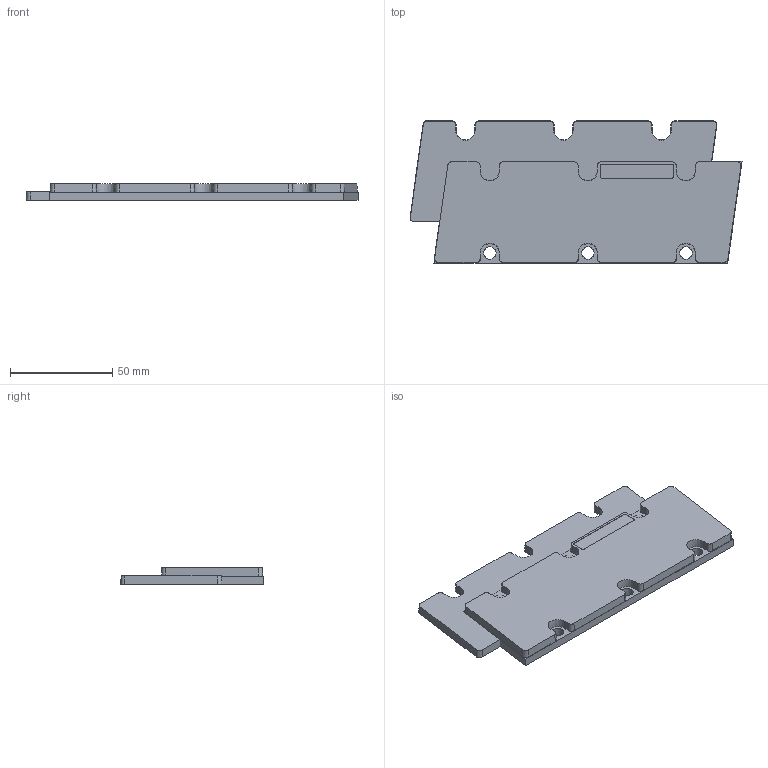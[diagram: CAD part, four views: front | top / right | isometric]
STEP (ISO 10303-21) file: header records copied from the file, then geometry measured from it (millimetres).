
FILE_DESCRIPTION( ( 'Unknown' ), '1' );
FILE_NAME( 'Magnetplate TM144 15052006.stp', 'Unknown', ( 'Unknown' ), ( 'Unknown' ), 'XStep 1.0', 'Unknown', ' ' );
FILE_SCHEMA( ( 'CONFIG_CONTROL_DESIGN' ) );
Length unit declared in the file: millimetre
Products named in the file (18): 4022 368 10063; Assem1; 4022 363 70423; Gravering 144mm; Giethars 144mm
Bounding box: 162.58 x 69.75 x 8.2 mm (x, y, z)
Surface area: 78912.5 mm2
Topology: 33 solids, 33 shells, 470 faces, 1230 edges, 828 vertices
Faces by surface type: plane 334, extrusion 48, cylinder 44, cone 44
Full cylindrical faces by diameter (mm): 5 x6, 6 x18
Entity records: 8292 total; most frequent: CARTESIAN_POINT 2410, ORIENTED_EDGE 1130, DIRECTION 863, EDGE_CURVE 565, VERTEX_POINT 382, AXIS2_PLACEMENT_3D 294, VECTOR 275, B_SPLINE_CURVE_WITH_KNOTS 262
